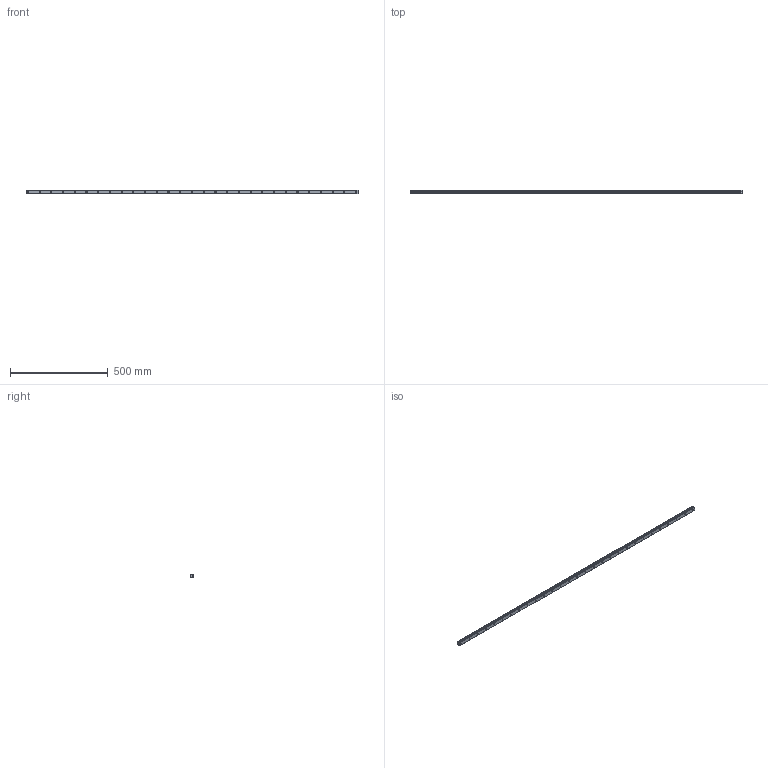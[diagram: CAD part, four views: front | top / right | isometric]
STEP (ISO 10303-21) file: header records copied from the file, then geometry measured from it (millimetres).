
FILE_DESCRIPTION (( 'STEP AP214' ), '1' );
FILE_NAME ('SHS20C1SS-1700L_G10_0_B-M6F_810-5_0_0_0_1.STEP', '2021-06-14T11:49:06', ( '' ), ( '' ), 'SwSTEP 2.0', 'SolidWorks 2021', '' );
FILE_SCHEMA (( 'AUTOMOTIVE_DESIGN' ));
Length unit declared in the file: millimetre
Products named in the file (2): _SHS20C170010 Track; SHS20C1SS-1700L_G10_0_B-M6F_810-5_0_0_0_1
Assembly tree (1 placements, depth 2):
  SHS20C1SS-1700L_G10_0_B-M6F_810-5_0_0_0_1
    _SHS20C170010 Track
Bounding box: 1700 x 16.5 x 20 mm (x, y, z)
Volume: 479007.9 mm3; surface area: 135658.9 mm2
Topology: 1 solids, 1 shells, 181 faces, 450 edges, 300 vertices
Faces by surface type: cylinder 136, plane 45
Entity records: 5718 total; most frequent: DIRECTION 1092, CARTESIAN_POINT 935, ORIENTED_EDGE 900, AXIS2_PLACEMENT_3D 457, EDGE_CURVE 450, VERTEX_POINT 300, CIRCLE 272, EDGE_LOOP 268
